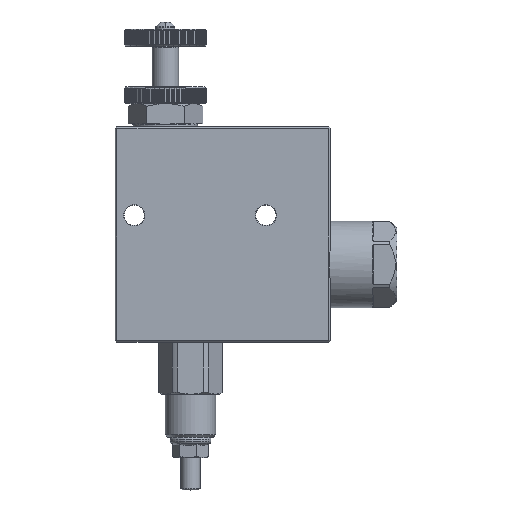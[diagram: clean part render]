
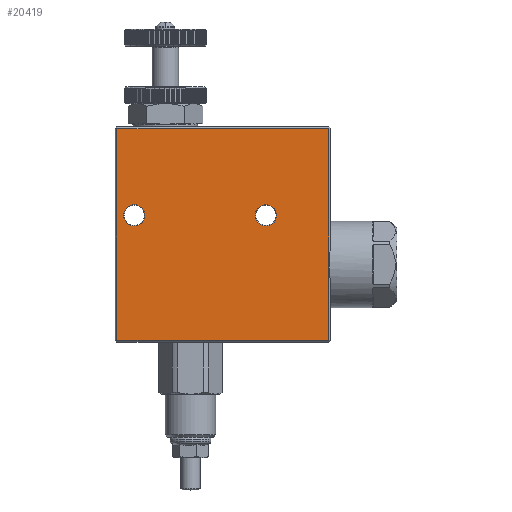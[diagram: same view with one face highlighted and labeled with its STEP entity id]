
A CAD part, top view. The second image highlights one B-rep face of the part: STEP entity #20419.
In plain terms, the highlighted planar face has unit normal (0, 0, 1).
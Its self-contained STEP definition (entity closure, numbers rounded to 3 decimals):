
#793=LINE('',#34988,#1641);
#794=LINE('',#34991,#1642);
#795=LINE('',#34993,#1643);
#796=LINE('',#34995,#1644);
#1641=VECTOR('',#25549,1000.);
#1642=VECTOR('',#25550,1000.);
#1643=VECTOR('',#25551,1000.);
#1644=VECTOR('',#25552,1000.);
#7281=ORIENTED_EDGE('',*,*,#9968,.T.);
#7282=ORIENTED_EDGE('',*,*,#9969,.T.);
#7283=ORIENTED_EDGE('',*,*,#9970,.T.);
#7284=ORIENTED_EDGE('',*,*,#9971,.T.);
#7285=ORIENTED_EDGE('',*,*,#9972,.T.);
#7286=ORIENTED_EDGE('',*,*,#9973,.T.);
#9968=EDGE_CURVE('',#11673,#11673,#12369,.T.);
#9969=EDGE_CURVE('',#11674,#11674,#12370,.T.);
#9970=EDGE_CURVE('',#11675,#11676,#793,.T.);
#9971=EDGE_CURVE('',#11676,#11677,#794,.T.);
#9972=EDGE_CURVE('',#11677,#11678,#795,.T.);
#9973=EDGE_CURVE('',#11678,#11675,#796,.T.);
#11673=VERTEX_POINT('',#34985);
#11674=VERTEX_POINT('',#34987);
#11675=VERTEX_POINT('',#34989);
#11676=VERTEX_POINT('',#34990);
#11677=VERTEX_POINT('',#34992);
#11678=VERTEX_POINT('',#34994);
#12369=CIRCLE('',#21916,4.45);
#12370=CIRCLE('',#21917,4.45);
#13336=EDGE_LOOP('',(#7281));
#13337=EDGE_LOOP('',(#7282));
#13338=EDGE_LOOP('',(#7283,#7284,#7285,#7286));
#14433=FACE_BOUND('',#13336,.T.);
#14434=FACE_BOUND('',#13337,.T.);
#14435=FACE_BOUND('',#13338,.T.);
#15171=PLANE('',#21915);
#20419=ADVANCED_FACE('',(#14433,#14434,#14435),#15171,.T.);
#21915=AXIS2_PLACEMENT_3D('',#34983,#25543,#25544);
#21916=AXIS2_PLACEMENT_3D('',#34984,#25545,#25546);
#21917=AXIS2_PLACEMENT_3D('',#34986,#25547,#25548);
#25543=DIRECTION('',(0.,0.,1.));
#25544=DIRECTION('',(1.,0.,0.));
#25545=DIRECTION('',(0.,0.,-1.));
#25546=DIRECTION('',(1.,0.,0.));
#25547=DIRECTION('',(0.,0.,-1.));
#25548=DIRECTION('',(1.,0.,0.));
#25549=DIRECTION('',(-1.,0.,0.));
#25550=DIRECTION('',(0.,-1.,0.));
#25551=DIRECTION('',(1.,0.,0.));
#25552=DIRECTION('',(0.,1.,0.));
#34983=CARTESIAN_POINT('',(0.,0.,17.5));
#34984=CARTESIAN_POINT('',(18.,8.,17.5));
#34985=CARTESIAN_POINT('',(22.45,8.,17.5));
#34986=CARTESIAN_POINT('',(-37.,8.,17.5));
#34987=CARTESIAN_POINT('',(-32.55,8.,17.5));
#34988=CARTESIAN_POINT('',(-45.,44.25,17.5));
#34989=CARTESIAN_POINT('',(44.25,44.25,17.5));
#34990=CARTESIAN_POINT('',(-44.25,44.25,17.5));
#34991=CARTESIAN_POINT('',(-44.25,-45.,17.5));
#34992=CARTESIAN_POINT('',(-44.25,-44.25,17.5));
#34993=CARTESIAN_POINT('',(45.,-44.25,17.5));
#34994=CARTESIAN_POINT('',(44.25,-44.25,17.5));
#34995=CARTESIAN_POINT('',(44.25,45.,17.5));
